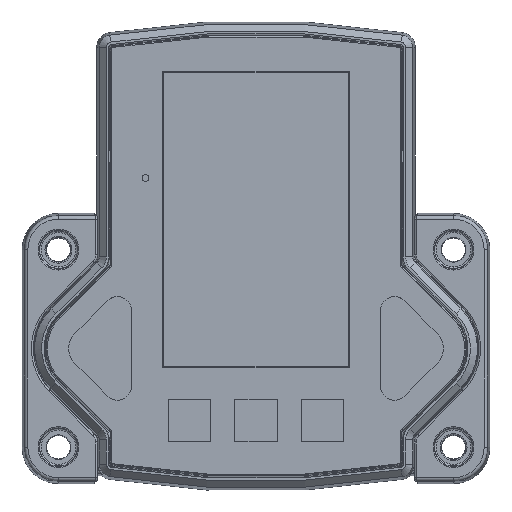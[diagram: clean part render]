
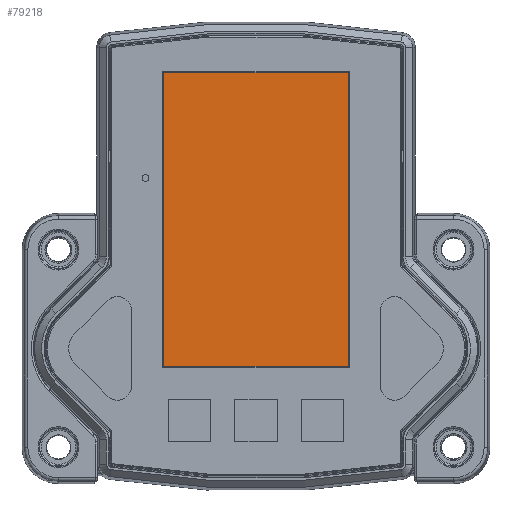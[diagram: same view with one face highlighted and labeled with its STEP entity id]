
A CAD part, top view. The second image highlights one B-rep face of the part: STEP entity #79218.
In plain terms, the highlighted planar face has unit normal (0, 0, 1).
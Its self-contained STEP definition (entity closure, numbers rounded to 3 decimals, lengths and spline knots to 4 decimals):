
#75417=DIRECTION('',(-1.,0.,0.));
#75418=VECTOR('',#75417,1.634);
#75419=CARTESIAN_POINT('',(0.817,2.447,0.742));
#75420=LINE('',#75419,#75418);
#75421=DIRECTION('',(0.,1.,0.));
#75422=VECTOR('',#75421,2.61);
#75423=CARTESIAN_POINT('',(0.817,-0.163,0.742));
#75424=LINE('',#75423,#75422);
#75425=DIRECTION('',(1.,0.,0.));
#75426=VECTOR('',#75425,1.634);
#75427=CARTESIAN_POINT('',(-0.817,-0.163,0.742));
#75428=LINE('',#75427,#75426);
#75429=DIRECTION('',(0.,-1.,0.));
#75430=VECTOR('',#75429,2.61);
#75431=CARTESIAN_POINT('',(-0.817,2.447,0.742));
#75432=LINE('',#75431,#75430);
#78338=CARTESIAN_POINT('',(0.817,2.447,0.742));
#78339=CARTESIAN_POINT('',(-0.817,2.447,0.742));
#78340=VERTEX_POINT('',#78338);
#78341=VERTEX_POINT('',#78339);
#78342=CARTESIAN_POINT('',(-0.817,-0.163,0.742));
#78343=VERTEX_POINT('',#78342);
#78344=CARTESIAN_POINT('',(0.817,-0.163,0.742));
#78345=VERTEX_POINT('',#78344);
#79203=CARTESIAN_POINT('',(0.,0.,0.742));
#79204=DIRECTION('',(0.,0.,1.));
#79205=DIRECTION('',(1.,0.,0.));
#79206=AXIS2_PLACEMENT_3D('',#79203,#79204,#79205);
#79207=PLANE('',#79206);
#79209=ORIENTED_EDGE('',*,*,#79208,.F.);
#79211=ORIENTED_EDGE('',*,*,#79210,.F.);
#79213=ORIENTED_EDGE('',*,*,#79212,.F.);
#79215=ORIENTED_EDGE('',*,*,#79214,.F.);
#79216=EDGE_LOOP('',(#79209,#79211,#79213,#79215));
#79217=FACE_OUTER_BOUND('',#79216,.F.);
#79208=EDGE_CURVE('',#78340,#78341,#75420,.T.);
#79210=EDGE_CURVE('',#78345,#78340,#75424,.T.);
#79212=EDGE_CURVE('',#78343,#78345,#75428,.T.);
#79214=EDGE_CURVE('',#78341,#78343,#75432,.T.);
#79218=ADVANCED_FACE('',(#79217),#79207,.T.);
